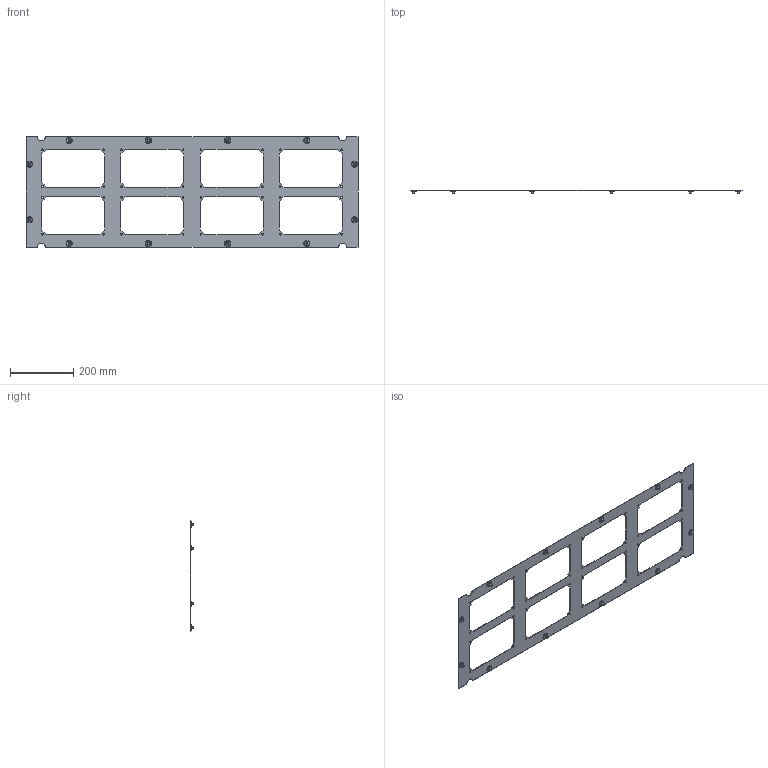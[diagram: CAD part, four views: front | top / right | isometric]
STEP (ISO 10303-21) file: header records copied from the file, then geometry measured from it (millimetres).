
FILE_DESCRIPTION(('STEP AP214'),'1');
FILE_NAME('cctmp_7C8C5D5B-A185-41C6-9D70-BBBCA69DB096_2024_11_20_13_26_32_0073..stp','2024-11-20T12:26:32',('SIEMENS A&D'),('CADClick - www.CADClick.com'),'Spatial InterOp 3D',' ','unknown authorization');
FILE_SCHEMA(('AUTOMOTIVE_DESIGN'));
Length unit declared in the file: millimetre
Products named in the file (1): 1
Bounding box: 1047.5 x 12 x 348 mm (x, y, z)
Volume: 271057.7 mm3; surface area: 370016.9 mm2
Topology: 13 solids, 13 shells, 406 faces, 996 edges, 640 vertices
Faces by surface type: plane 194, cylinder 116, cone 96
Entity records: 15580 total; most frequent: DIRECTION 2186, CARTESIAN_POINT 2055, ORIENTED_EDGE 1992, EDGE_CURVE 996, AXIS2_PLACEMENT_3D 771, LINE 644, VECTOR 644, VERTEX_POINT 640
